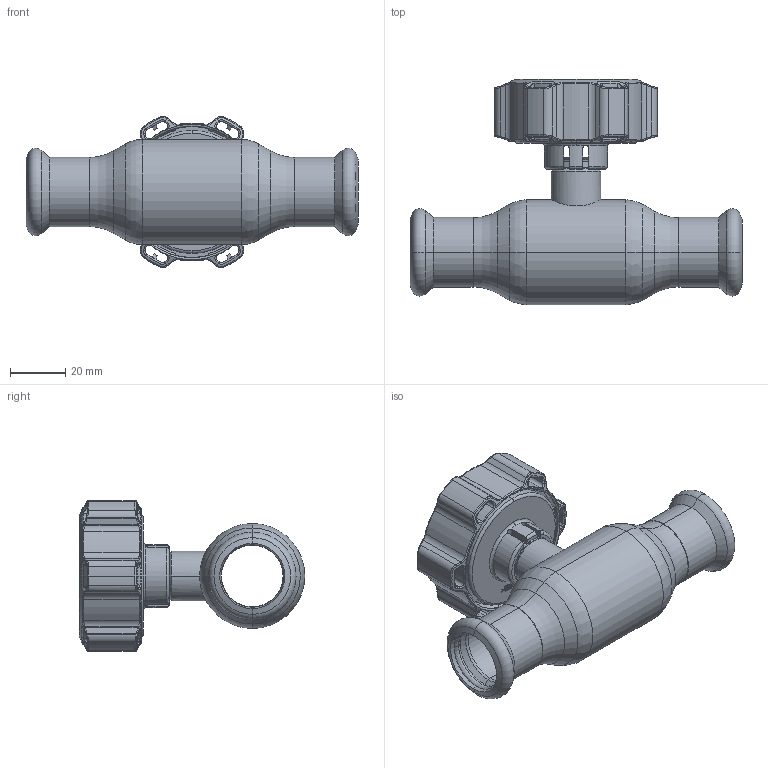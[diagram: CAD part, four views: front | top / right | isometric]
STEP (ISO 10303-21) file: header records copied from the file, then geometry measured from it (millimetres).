
FILE_DESCRIPTION (( 'STEP AP214' ), '1' );
FILE_NAME ('2020000100-0200.step', '2024-01-11T10:56:33', ( '' ), ( '' ), 'SwSTEP 2.0', 'SolidWorks 2021', '' );
FILE_SCHEMA (( 'AUTOMOTIVE_DESIGN' ));
Length unit declared in the file: millimetre
Products named in the file (1): 2020000100-0200
Bounding box: 120.1 x 81.6 x 54.57 mm (x, y, z)
Surface area: 32265.5 mm2 (no closed solid volume)
Topology: 0 solids, 10 shells, 524 faces, 1610 edges, 1056 vertices
Faces by surface type: bspline 178, cylinder 120, plane 89, torus 79, cone 58
Entity records: 33482 total; most frequent: CARTESIAN_POINT 15171, ORIENTED_EDGE 2782, DIRECTION 2168, EDGE_CURVE 1602, VERTEX_POINT 1056, AXIS2_PLACEMENT_3D 871, B_SPLINE_CURVE_WITH_KNOTS 622, EDGE_LOOP 555
